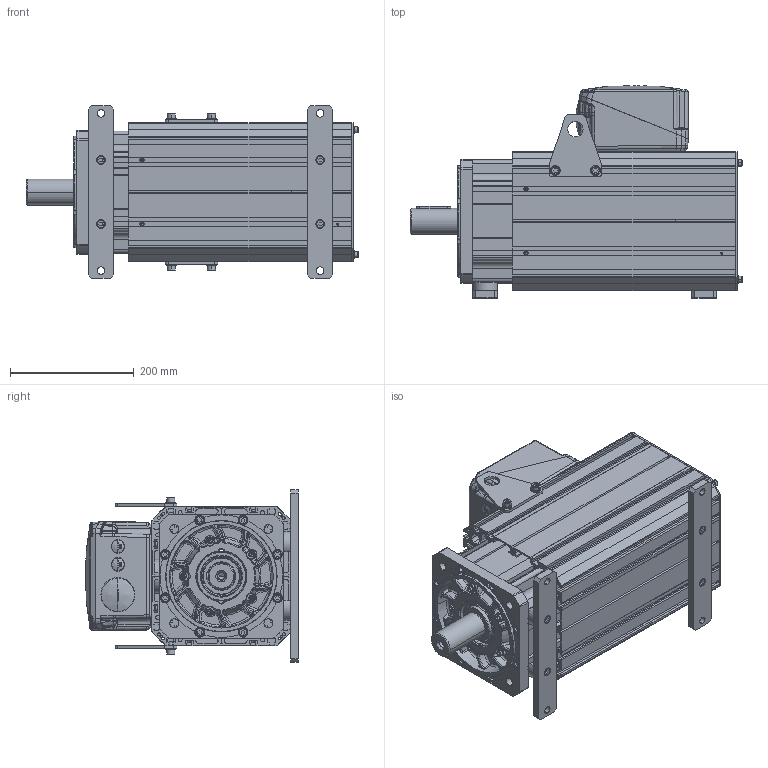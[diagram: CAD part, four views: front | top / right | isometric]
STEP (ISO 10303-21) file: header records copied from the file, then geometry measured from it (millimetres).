
FILE_DESCRIPTION((''),'2;1');
FILE_NAME('51886N-0_SW0001','2016-06-16T',('yanyerong'),(''),'PRO/ENGINEER BY PARAMETRIC TECHNOLOGY CORPORATION, 2010430','PRO/ENGINEER BY PARAMETRIC TECHNOLOGY CORPORATION, 2010430','');
FILE_SCHEMA(('CONFIG_CONTROL_DESIGN'));
Products named in the file (1): 51886N-0_SW0001
Bounding box: 536.1 x 342.8 x 278 mm (x, y, z)
Surface area: 2113050.4 mm2 (no closed solid volume)
Topology: 0 solids, 182 shells, 2167 faces, 7227 edges, 5143 vertices
Faces by surface type: plane 1025, cylinder 440, bspline 281, cone 192, torus 170, sphere 57, revolution 2
Entity records: 97914 total; most frequent: CARTESIAN_POINT 38252, DIRECTION 11868, ORIENTED_EDGE 11307, EDGE_CURVE 7225, VERTEX_POINT 5143, AXIS2_PLACEMENT_3D 4009, VECTOR 3848, LINE 3848
